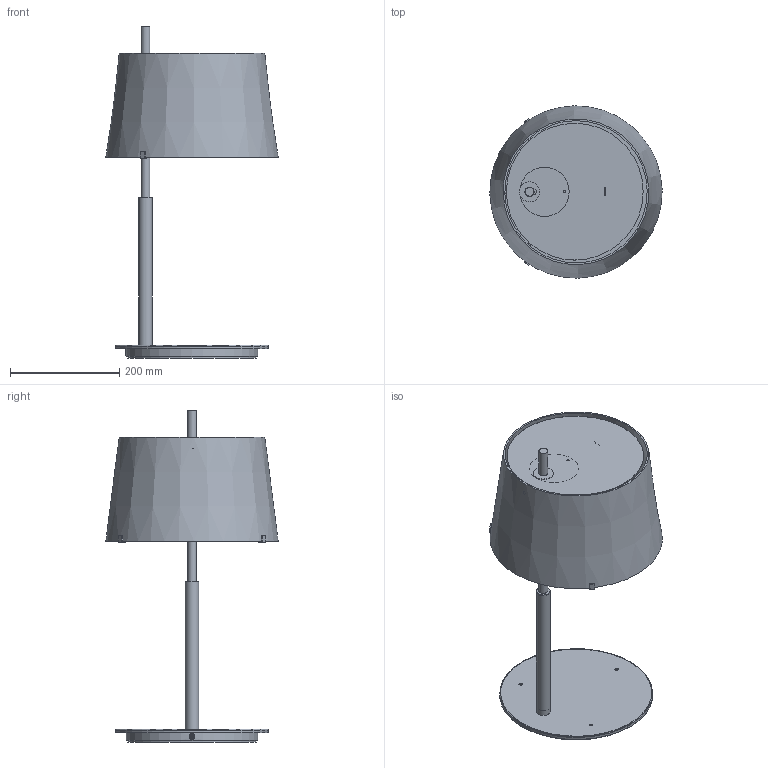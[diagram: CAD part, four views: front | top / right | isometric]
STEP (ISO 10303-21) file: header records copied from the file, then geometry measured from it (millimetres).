
FILE_DESCRIPTION(/* description */ (''),/* implementation_level */ '2;1');
FILE_NAME(/* name */ 'F361005150xxNE.stp',/* time_stamp */ '2020-01-14T11:12:33+01:00',/* author */ ('sghezzi'),/* organization */ (''),/* preprocessor_version */ 'ST-DEVELOPER v17.2',/* originating_system */ 'Autodesk Inventor 2019',/* authorisation */ '');
FILE_SCHEMA (('AUTOMOTIVE_DESIGN { 1 0 10303 214 3 1 1 }'));
Length unit declared in the file: millimetre
Products named in the file (31): Assieme3610.0; 007361058; 007361056; 007361045; 002361001; 007361034; 003361002; 007361088; 007361033 ; 007361065; 007361086; 007361092; 007361118; 054026000; 007361069; 007361075; 065007301; 061013010; 065010304; 006131021; 063022100; 006361003; 060009000_DADO_ES_M10X1_H3_L13_ZnBi; 063015000 RONDELLA De 10.5x18x0.9 ZnBi***usare 063022100; 006523200; 006247202; 006361006; 064002000; 070011853_BICCHIERINO_E27; 006361002 ; 006361000 
Assembly tree (42 placements, depth 2):
  Assieme3610.0
    007361058
    007361056
    007361045
    002361001
    007361034
    003361002
    007361088
    007361033 
    007361065
    007361086
    007361092
    007361118
    054026000
    006361000   x2
    007361069
    007361075  x3
    065007301  x3
    061013010
    065010304  x5
    006131021
    063022100
    060009000_DADO_ES_M10X1_H3_L13_ZnBi  x3
    006361003
    063015000 RONDELLA De 10.5x18x0.9 ZnBi***usare 063022100
    006523200
    006247202
    006361006  x2
    064002000
    070011853_BICCHIERINO_E27
    006361002 
Bounding box: 314.91 x 314.91 x 606.7 mm (x, y, z)
Volume: 971949.1 mm3; surface area: 940938.9 mm2
Topology: 42 solids, 42 shells, 819 faces, 2018 edges, 1341 vertices
Faces by surface type: plane 534, cylinder 238, cone 35, torus 7, sphere 5
Full cylindrical faces by diameter (mm): 2.2 x2, 3 x5, 3.242 x5, 3.5 x3, 4 x12, 4.134 x2, 4.5 x3, 5 x2, 5.2 x1, 5.5 x1, 6.7 x1, 7 x2, 7.7 x1, 8 x6, 8.376 x4, 8.917 x2, 9 x1, 9.5 x1, 10 x5, 10.25 x2, 10.4 x1, 10.5 x3, 15 x4, 16 x2, 16.5 x1, 17 x1, 18 x1, 20 x1, 20.5 x1, 22 x1
Entity records: 18623 total; most frequent: CARTESIAN_POINT 3519, DIRECTION 3065, ORIENTED_EDGE 2754, EDGE_CURVE 1377, AXIS2_PLACEMENT_3D 1112, VERTEX_POINT 930, LINE 841, VECTOR 841
